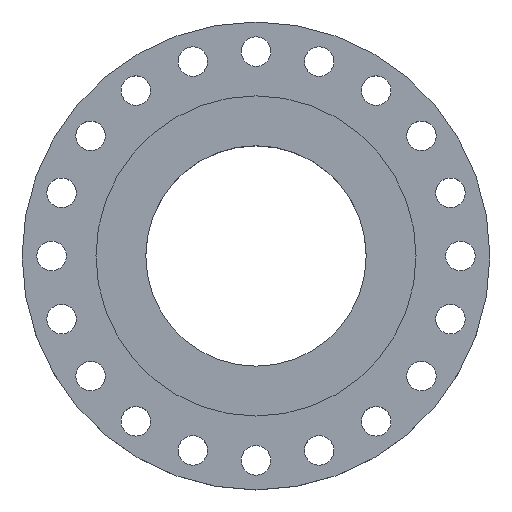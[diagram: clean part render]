
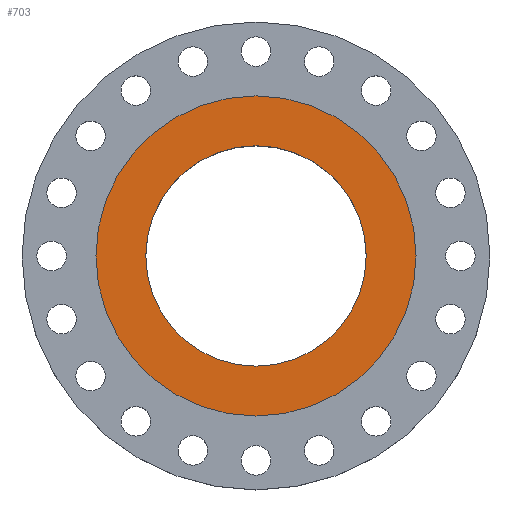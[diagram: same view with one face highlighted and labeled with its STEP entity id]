
A CAD part, top view. The second image highlights one B-rep face of the part: STEP entity #703.
In plain terms, the highlighted planar face has unit normal (0, 0, 1).
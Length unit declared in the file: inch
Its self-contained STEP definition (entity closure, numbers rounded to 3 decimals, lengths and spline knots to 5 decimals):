
#177 = DIRECTION ( 'NONE',  ( 0., 0., 1. ) ) ;
#195 = CARTESIAN_POINT ( 'NONE',  ( 0., 0., 0. ) ) ;
#214 = AXIS2_PLACEMENT_3D ( 'NONE', #1236, #177, #1893 ) ;
#260 = AXIS2_PLACEMENT_3D ( 'NONE', #388, #418, #1052 ) ;
#388 = CARTESIAN_POINT ( 'NONE',  ( 0., 0., 0. ) ) ;
#391 = EDGE_CURVE ( 'NONE', #797, #907, #1667, .T. ) ;
#418 = DIRECTION ( 'NONE',  ( 0., 0., 1. ) ) ;
#555 = EDGE_LOOP ( 'NONE', ( #1722, #1951 ) ) ;
#609 = PLANE ( 'NONE',  #757 ) ;
#647 = DIRECTION ( 'NONE',  ( 0., 0., 1. ) ) ;
#682 = CARTESIAN_POINT ( 'NONE',  ( -5.59375, 0., 0. ) ) ;
#703 = ADVANCED_FACE ( 'NONE', ( #1611, #1456 ), #609, .F. ) ;
#707 = ORIENTED_EDGE ( 'NONE', *, *, #2017, .F. ) ;
#719 = DIRECTION ( 'NONE',  ( 0., 0., 1. ) ) ;
#757 = AXIS2_PLACEMENT_3D ( 'NONE', #792, #1562, #1401 ) ;
#770 = EDGE_CURVE ( 'NONE', #789, #1828, #1153, .T. ) ;
#777 = CIRCLE ( 'NONE', #214, 8.125 ) ;
#789 = VERTEX_POINT ( 'NONE', #1929 ) ;
#792 = CARTESIAN_POINT ( 'NONE',  ( 0., 5.59375, 0. ) ) ;
#797 = VERTEX_POINT ( 'NONE', #682 ) ;
#907 = VERTEX_POINT ( 'NONE', #2065 ) ;
#1052 = DIRECTION ( 'NONE',  ( 1., 0., 0. ) ) ;
#1109 = CARTESIAN_POINT ( 'NONE',  ( -8.125, 0., 0. ) ) ;
#1118 = EDGE_CURVE ( 'NONE', #1828, #789, #777, .T. ) ;
#1153 = CIRCLE ( 'NONE', #1965, 8.125 ) ;
#1236 = CARTESIAN_POINT ( 'NONE',  ( 0., 0., 0. ) ) ;
#1269 = ORIENTED_EDGE ( 'NONE', *, *, #391, .F. ) ;
#1359 = CARTESIAN_POINT ( 'NONE',  ( 0., 0., 0. ) ) ;
#1401 = DIRECTION ( 'NONE',  ( -1., 0., 0. ) ) ;
#1456 = FACE_OUTER_BOUND ( 'NONE', #555, .T. ) ;
#1478 = CIRCLE ( 'NONE', #260, 5.59375 ) ;
#1562 = DIRECTION ( 'NONE',  ( 0., 0., -1. ) ) ;
#1611 = FACE_BOUND ( 'NONE', #1652, .T. ) ;
#1626 = DIRECTION ( 'NONE',  ( 1., 0., 0. ) ) ;
#1652 = EDGE_LOOP ( 'NONE', ( #707, #1269 ) ) ;
#1667 = CIRCLE ( 'NONE', #1837, 5.59375 ) ;
#1722 = ORIENTED_EDGE ( 'NONE', *, *, #770, .T. ) ;
#1828 = VERTEX_POINT ( 'NONE', #1109 ) ;
#1837 = AXIS2_PLACEMENT_3D ( 'NONE', #1359, #719, #1868 ) ;
#1868 = DIRECTION ( 'NONE',  ( 1., 0., 0. ) ) ;
#1893 = DIRECTION ( 'NONE',  ( 1., 0., 0. ) ) ;
#1929 = CARTESIAN_POINT ( 'NONE',  ( 8.125, 0., 0. ) ) ;
#1951 = ORIENTED_EDGE ( 'NONE', *, *, #1118, .T. ) ;
#1965 = AXIS2_PLACEMENT_3D ( 'NONE', #195, #647, #1626 ) ;
#2017 = EDGE_CURVE ( 'NONE', #907, #797, #1478, .T. ) ;
#2065 = CARTESIAN_POINT ( 'NONE',  ( 5.59375, 0., 0. ) ) ;
